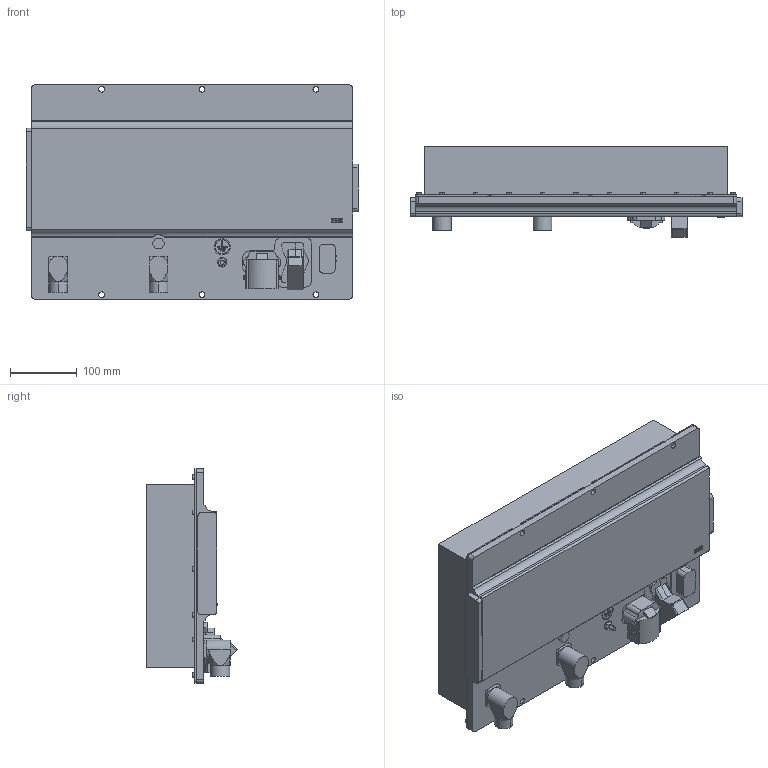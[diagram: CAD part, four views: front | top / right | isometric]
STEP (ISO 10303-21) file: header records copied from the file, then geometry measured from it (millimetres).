
FILE_DESCRIPTION (( 'STEP AP214' ), '1' );
FILE_NAME ('00T6A0B-0004.STEP', '2022-10-20T06:05:38', ( '' ), ( '' ), 'SwSTEP 2.0', 'SolidWorks 2022', '' );
FILE_SCHEMA (( 'AUTOMOTIVE_DESIGN' ));
Length unit declared in the file: millimetre
Products named in the file (10): 10014325_000; 10044113_000; Kundenmodell^10044483_000; 10044483_000; Kundenmodell^10044113_000; 10043652_000; Kundenmodell^10043652_000; 00T6A0B-0004; 10043672_000; Kundenmodell^10043672_000
Assembly tree (10 placements, depth 3):
  00T6A0B-0004
    10044483_000
      Kundenmodell^10044483_000
    10043652_000
      Kundenmodell^10043652_000
    10044113_000
      Kundenmodell^10044113_000
    10043672_000  x2
      Kundenmodell^10043672_000
    10014325_000
Bounding box: 496 x 135.22 x 320 mm (x, y, z)
Volume: 13010226.7 mm3; surface area: 818881.3 mm2
Topology: 11 solids, 17 shells, 646 faces, 1647 edges, 1081 vertices
Faces by surface type: plane 278, cylinder 227, bspline 68, cone 53, torus 20
Entity records: 22968 total; most frequent: CARTESIAN_POINT 8092, ORIENTED_EDGE 3074, DIRECTION 2829, EDGE_CURVE 1537, AXIS2_PLACEMENT_3D 1034, VERTEX_POINT 1008, LINE 761, VECTOR 761
